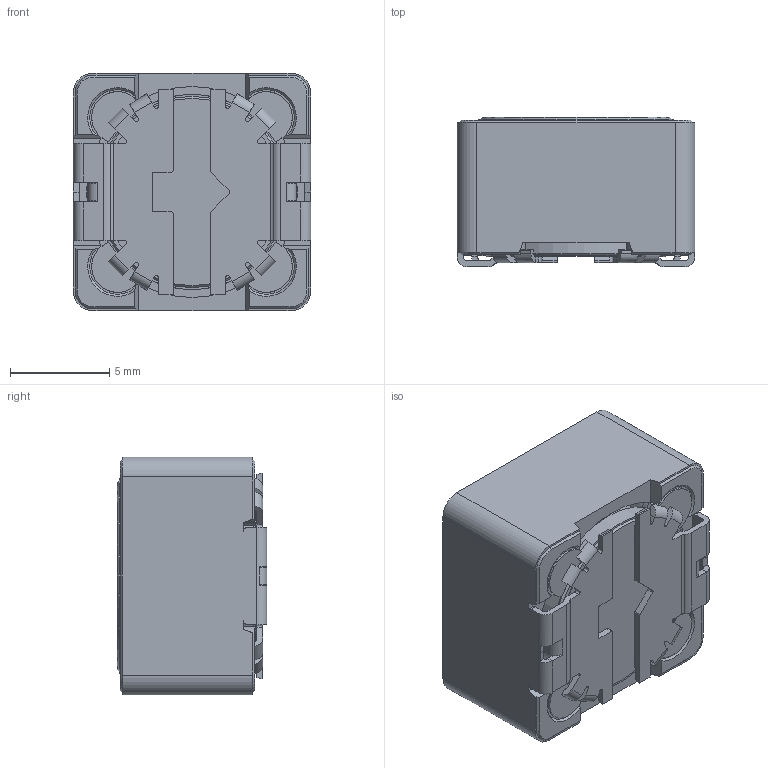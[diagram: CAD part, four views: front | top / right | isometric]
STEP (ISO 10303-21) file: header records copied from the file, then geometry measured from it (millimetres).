
FILE_DESCRIPTION((''),'2;1');
FILE_NAME('77G4','2019-05-24T',('EC2034'),(''),'CREO PARAMETRIC BY PTC INC, 2015480','CREO PARAMETRIC BY PTC INC, 2015480','');
FILE_SCHEMA(('AUTOMOTIVE_DESIGN { 1 0 10303 214 1 1 1 1 }'));
Products named in the file (1): 77G4
Bounding box: 12 x 7.55 x 12 mm (x, y, z)
Volume: 664.3 mm3; surface area: 1802.1 mm2
Topology: 2 solids, 7 shells, 583 faces, 1595 edges, 1014 vertices
Faces by surface type: plane 376, cylinder 157, cone 32, bspline 14, torus 4
Entity records: 49469 total; most frequent: CARTESIAN_POINT 32318, ORIENTED_EDGE 3168, DIRECTION 3058, EDGE_CURVE 1587, VECTOR 1086, LINE 1086, VERTEX_POINT 1014, AXIS2_PLACEMENT_3D 986
